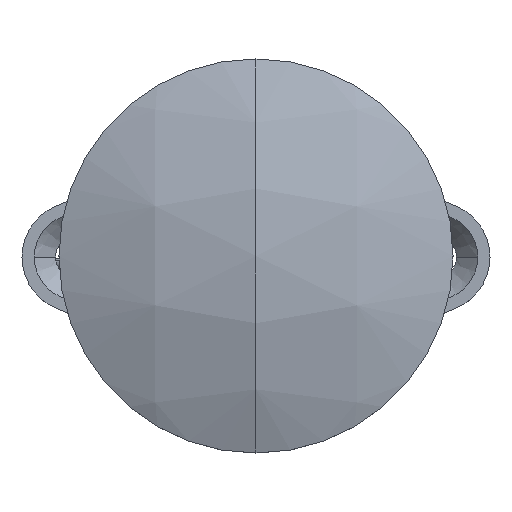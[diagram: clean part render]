
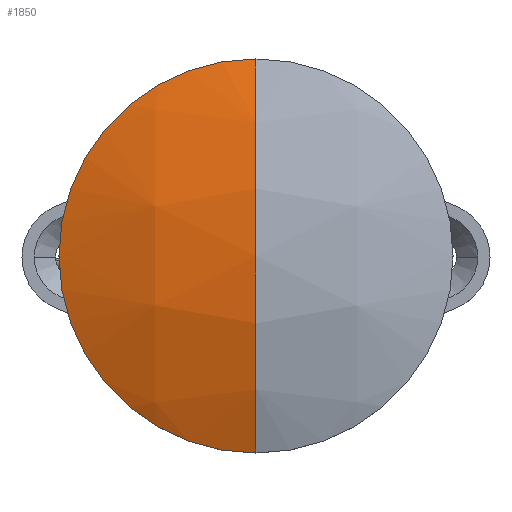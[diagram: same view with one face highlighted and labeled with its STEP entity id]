
A CAD part, top view. The second image highlights one B-rep face of the part: STEP entity #1850.
In plain terms, the highlighted spherical face has radius 60.1 mm.
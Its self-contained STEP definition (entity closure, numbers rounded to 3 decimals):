
#197 = AXIS2_PLACEMENT_3D ( 'NONE', #2485, #828, #2767 ) ;
#424 = EDGE_LOOP ( 'NONE', ( #1927, #643, #474, #1893 ) ) ;
#474 = ORIENTED_EDGE ( 'NONE', *, *, #1019, .T. ) ;
#485 = EDGE_CURVE ( 'NONE', #572, #680, #951, .T. ) ;
#490 = AXIS2_PLACEMENT_3D ( 'NONE', #938, #3400, #2344 ) ;
#572 = VERTEX_POINT ( 'NONE', #2310 ) ;
#643 = ORIENTED_EDGE ( 'NONE', *, *, #485, .T. ) ;
#680 = VERTEX_POINT ( 'NONE', #3129 ) ;
#742 = CARTESIAN_POINT ( 'NONE',  ( 0., 0., -5. ) ) ;
#768 = DIRECTION ( 'NONE',  ( -1., 0., 0. ) ) ;
#812 = VERTEX_POINT ( 'NONE', #1119 ) ;
#828 = DIRECTION ( 'NONE',  ( 0., 0., 1. ) ) ;
#930 = CIRCLE ( 'NONE', #197, 24. ) ;
#938 = CARTESIAN_POINT ( 'NONE',  ( 0., 0., -60.1 ) ) ;
#951 = CIRCLE ( 'NONE', #2922, 24. ) ;
#1015 = DIRECTION ( 'NONE',  ( 1., 0., 0. ) ) ;
#1019 = EDGE_CURVE ( 'NONE', #680, #3343, #1404, .T. ) ;
#1119 = CARTESIAN_POINT ( 'NONE',  ( 0., 24., -5. ) ) ;
#1243 = FACE_OUTER_BOUND ( 'NONE', #424, .T. ) ;
#1404 = CIRCLE ( 'NONE', #2252, 60.1 ) ;
#1542 = CARTESIAN_POINT ( 'NONE',  ( 0., 0., -60.1 ) ) ;
#1812 = DIRECTION ( 'NONE',  ( 0., 0., -1. ) ) ;
#1850 = ADVANCED_FACE ( 'NONE', ( #1243 ), #3411, .T. ) ;
#1893 = ORIENTED_EDGE ( 'NONE', *, *, #2347, .F. ) ;
#1927 = ORIENTED_EDGE ( 'NONE', *, *, #2941, .T. ) ;
#2252 = AXIS2_PLACEMENT_3D ( 'NONE', #2431, #768, #2701 ) ;
#2310 = CARTESIAN_POINT ( 'NONE',  ( -24., 0., -5. ) ) ;
#2344 = DIRECTION ( 'NONE',  ( 0., 1., 0. ) ) ;
#2347 = EDGE_CURVE ( 'NONE', #812, #3343, #3330, .T. ) ;
#2390 = AXIS2_PLACEMENT_3D ( 'NONE', #1542, #3432, #1812 ) ;
#2431 = CARTESIAN_POINT ( 'NONE',  ( 0., 0., -60.1 ) ) ;
#2485 = CARTESIAN_POINT ( 'NONE',  ( 0., 0., -5. ) ) ;
#2674 = DIRECTION ( 'NONE',  ( 0., 0., 1. ) ) ;
#2701 = DIRECTION ( 'NONE',  ( 0., -1., 0. ) ) ;
#2767 = DIRECTION ( 'NONE',  ( 1., 0., 0. ) ) ;
#2922 = AXIS2_PLACEMENT_3D ( 'NONE', #742, #2674, #1015 ) ;
#2941 = EDGE_CURVE ( 'NONE', #812, #572, #930, .T. ) ;
#3129 = CARTESIAN_POINT ( 'NONE',  ( 0., -24., -5. ) ) ;
#3294 = CARTESIAN_POINT ( 'NONE',  ( 0., 0., 0. ) ) ;
#3330 = CIRCLE ( 'NONE', #2390, 60.1 ) ;
#3343 = VERTEX_POINT ( 'NONE', #3294 ) ;
#3400 = DIRECTION ( 'NONE',  ( -1., 0., 0. ) ) ;
#3411 = SPHERICAL_SURFACE ( 'NONE', #490, 60.1 ) ;
#3432 = DIRECTION ( 'NONE',  ( 1., 0., 0. ) ) ;
